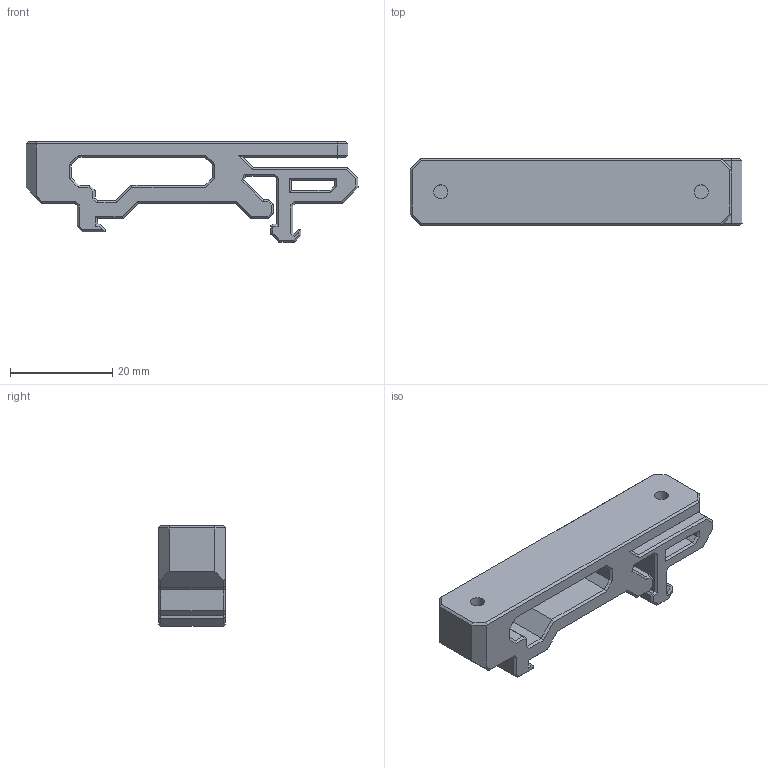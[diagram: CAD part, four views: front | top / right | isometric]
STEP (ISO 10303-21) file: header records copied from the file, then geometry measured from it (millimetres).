
FILE_DESCRIPTION (( 'STEP AP214' ), '1' );
FILE_NAME ('Mellow_FLY_CBE_DIN_Mount.STEP', '2024-04-11T21:52:04', ( '' ), ( '' ), 'SwSTEP 2.0', 'SolidWorks 2024', '' );
FILE_SCHEMA (( 'AUTOMOTIVE_DESIGN' ));
Length unit declared in the file: millimetre
Products named in the file (1): Mellow_FLY_CBE_DIN_Mount
Bounding box: 65 x 13 x 19.6 mm (x, y, z)
Volume: 7775.3 mm3; surface area: 5332.5 mm2
Topology: 1 solids, 1 shells, 205 faces, 480 edges, 279 vertices
Faces by surface type: plane 202, cylinder 3
Full cylindrical faces by diameter (mm): 2.75 x2
Entity records: 5582 total; most frequent: CARTESIAN_POINT 962, ORIENTED_EDGE 952, DIRECTION 892, EDGE_CURVE 476, LINE 470, VECTOR 470, VERTEX_POINT 277, EDGE_LOOP 215
